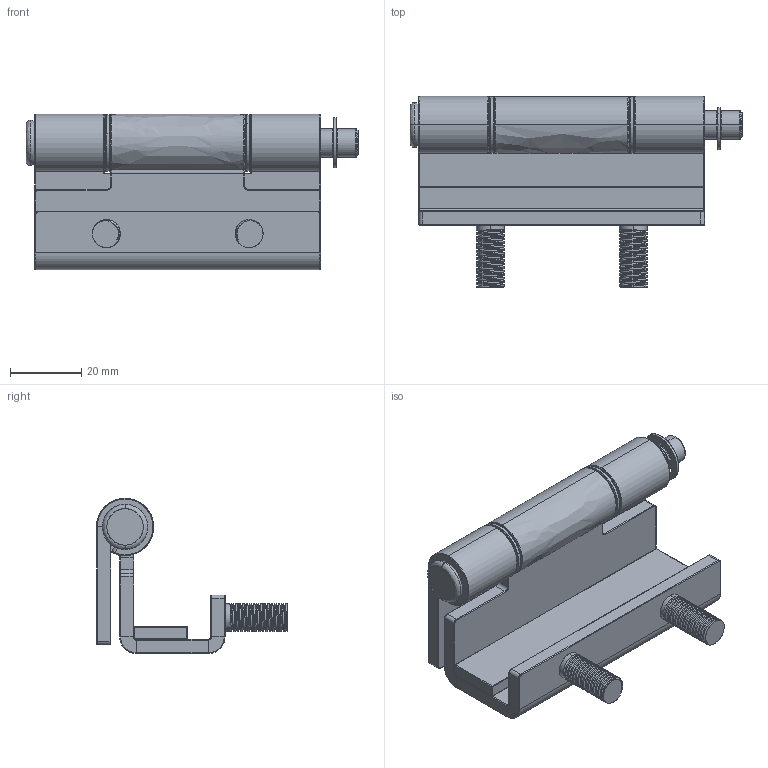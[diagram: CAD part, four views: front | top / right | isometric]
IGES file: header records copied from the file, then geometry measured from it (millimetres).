
Start section: SolidWorks IGES file using analytic representation for surfaces
Global section: file name: HGS-1063-1.IGS; native system: SolidWorks 2016; preprocessor: SolidWorks 2016; author: death; date: 220520.115750; units: millimetre
Bounding box: 93 x 53.5 x 43.5 mm (x, y, z)
Surface area: 30011.8 mm2 (no closed solid volume)
Topology: 0 solids, 0 shells, 455 faces, 4342 edges, 4334 vertices
Faces by surface type: bspline 229, revolution 226
